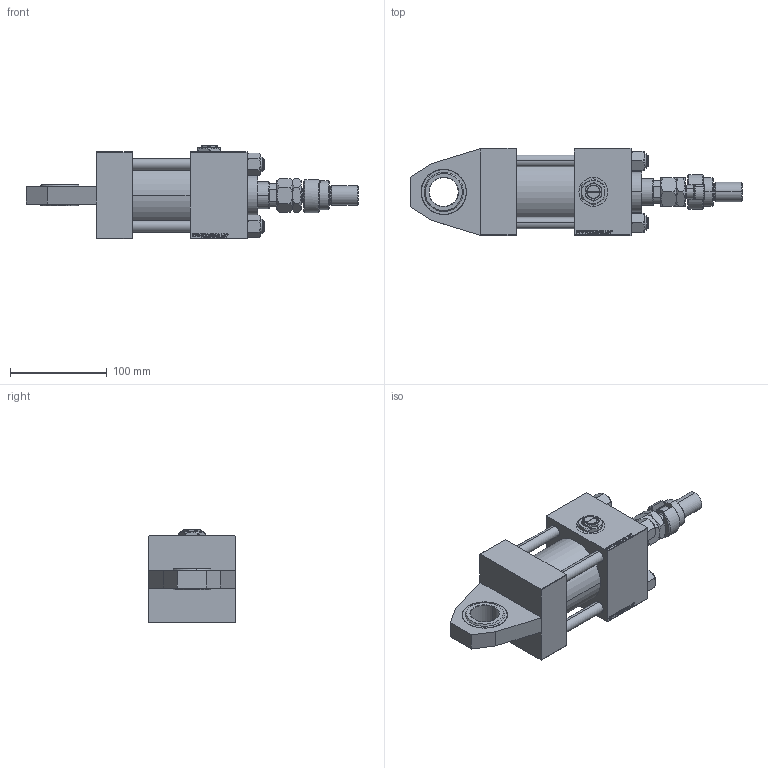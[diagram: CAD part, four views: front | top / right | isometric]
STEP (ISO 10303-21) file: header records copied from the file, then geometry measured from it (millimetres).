
FILE_DESCRIPTION (( 'STEP AP203' ), '1' );
FILE_NAME ('3632.STEP', '2022-04-16T13:35:55', ( '' ), ( '' ), 'SwSTEP 2.0', 'SolidWorks 2019', '' );
FILE_SCHEMA (( 'CONFIG_CONTROL_DESIGN' ));
Length unit declared in the file: millimetre
Products named in the file (11): V215_VC_A a10f9bdce27e8b8bec04c1b2c0089ad5; FEMALE_PART_FOR_DFA a10f9bdce27e8b8bec04c1b2c0089ad5; 3632; V215CR_TYCINKA_J a10f9bdce27e8b8bec04c1b2c0089ad5; V215CR_J_Body a10f9bdce27e8b8bec04c1b2c0089ad5; V215CR_VCP_J a10f9bdce27e8b8bec04c1b2c0089ad5; Zatka_pro_OIL_PORT a10f9bdce27e8b8bec04c1b2c0089ad5; MFA a10f9bdce27e8b8bec04c1b2c0089ad5; DFA a10f9bdce27e8b8bec04c1b2c0089ad5; NUT_M5_J a10f9bdce27e8b8bec04c1b2c0089ad5; V215CR_J_VNITRNI_KROUZEK a10f9bdce27e8b8bec04c1b2c0089ad5
Assembly tree (16 placements, depth 3):
  3632
    V215CR_J_Body a10f9bdce27e8b8bec04c1b2c0089ad5
    V215CR_J_VNITRNI_KROUZEK a10f9bdce27e8b8bec04c1b2c0089ad5
    V215CR_VCP_J a10f9bdce27e8b8bec04c1b2c0089ad5
    V215CR_TYCINKA_J a10f9bdce27e8b8bec04c1b2c0089ad5  x4
    NUT_M5_J a10f9bdce27e8b8bec04c1b2c0089ad5  x4
    V215_VC_A a10f9bdce27e8b8bec04c1b2c0089ad5
    DFA a10f9bdce27e8b8bec04c1b2c0089ad5
      FEMALE_PART_FOR_DFA a10f9bdce27e8b8bec04c1b2c0089ad5
      MFA a10f9bdce27e8b8bec04c1b2c0089ad5
    Zatka_pro_OIL_PORT a10f9bdce27e8b8bec04c1b2c0089ad5
Bounding box: 344 x 90 x 97 mm (x, y, z)
Volume: 1076558.4 mm3; surface area: 215845.3 mm2
Topology: 15 solids, 15 shells, 1278 faces, 3164 edges, 2033 vertices
Faces by surface type: plane 568, bspline 392, cone 188, cylinder 106, torus 24
Entity records: 54758 total; most frequent: CARTESIAN_POINT 28333, ORIENTED_EDGE 5820, DIRECTION 3895, EDGE_CURVE 2910, VERTEX_POINT 1889, VECTOR 1657, LINE 1657, EDGE_LOOP 1293
